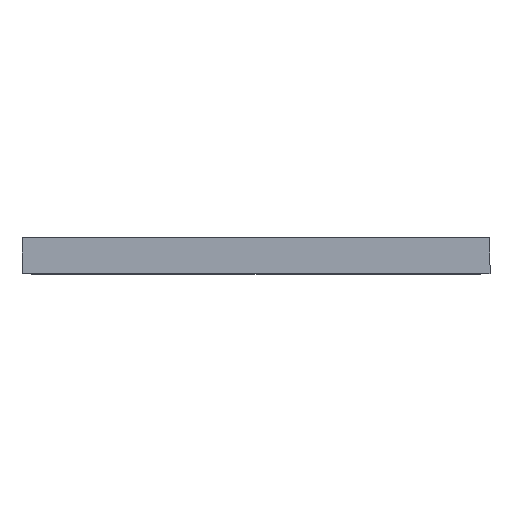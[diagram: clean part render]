
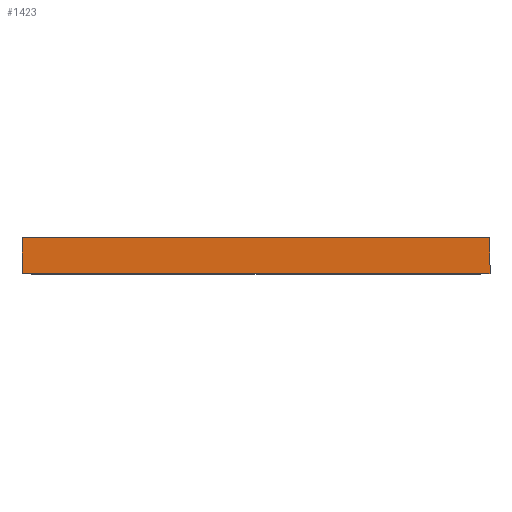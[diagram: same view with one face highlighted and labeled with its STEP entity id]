
A CAD part, top view. The second image highlights one B-rep face of the part: STEP entity #1423.
In plain terms, the highlighted planar face has unit normal (0, 0, 1).
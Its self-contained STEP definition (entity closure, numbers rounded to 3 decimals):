
#139=FACE_OUTER_BOUND('',#227,.T.);
#227=EDGE_LOOP('',(#1011,#1012,#1013,#1014));
#327=LINE('',#2261,#507);
#328=LINE('',#2263,#508);
#329=LINE('',#2265,#509);
#330=LINE('',#2266,#510);
#507=VECTOR('',#1844,10.);
#508=VECTOR('',#1845,10.);
#509=VECTOR('',#1846,10.);
#510=VECTOR('',#1847,10.);
#679=VERTEX_POINT('',#2259);
#680=VERTEX_POINT('',#2260);
#681=VERTEX_POINT('',#2262);
#682=VERTEX_POINT('',#2264);
#807=EDGE_CURVE('',#679,#680,#327,.T.);
#808=EDGE_CURVE('',#680,#681,#328,.T.);
#809=EDGE_CURVE('',#682,#681,#329,.T.);
#810=EDGE_CURVE('',#679,#682,#330,.T.);
#1011=ORIENTED_EDGE('',*,*,#807,.T.);
#1012=ORIENTED_EDGE('',*,*,#808,.T.);
#1013=ORIENTED_EDGE('',*,*,#809,.F.);
#1014=ORIENTED_EDGE('',*,*,#810,.F.);
#1335=PLANE('',#1684);
#1423=ADVANCED_FACE('',(#139),#1335,.T.);
#1684=AXIS2_PLACEMENT_3D('',#2258,#1842,#1843);
#1842=DIRECTION('center_axis',(0.,0.,1.));
#1843=DIRECTION('ref_axis',(0.,-1.,0.));
#1844=DIRECTION('',(0.,-1.,0.));
#1845=DIRECTION('',(1.,0.,0.));
#1846=DIRECTION('',(0.,-1.,0.));
#1847=DIRECTION('',(1.,0.,0.));
#2258=CARTESIAN_POINT('Origin',(-900.,200.,2100.));
#2259=CARTESIAN_POINT('',(-900.,200.,2100.));
#2260=CARTESIAN_POINT('',(-900.,0.,2100.));
#2261=CARTESIAN_POINT('',(-900.,200.,2100.));
#2262=CARTESIAN_POINT('',(1700.,0.,2100.));
#2263=CARTESIAN_POINT('',(-900.,0.,2100.));
#2264=CARTESIAN_POINT('',(1700.,200.,2100.));
#2265=CARTESIAN_POINT('',(1700.,200.,2100.));
#2266=CARTESIAN_POINT('',(-900.,200.,2100.));
